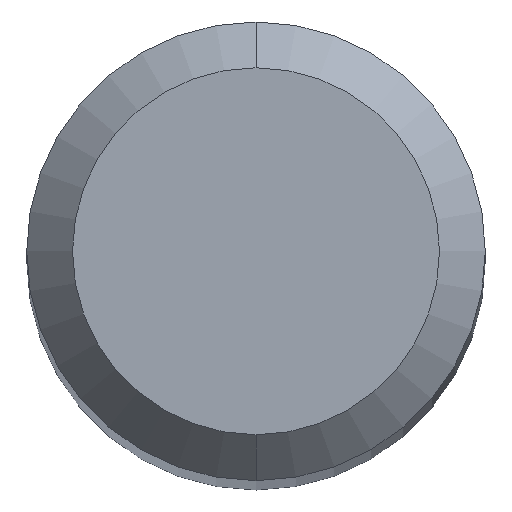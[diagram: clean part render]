
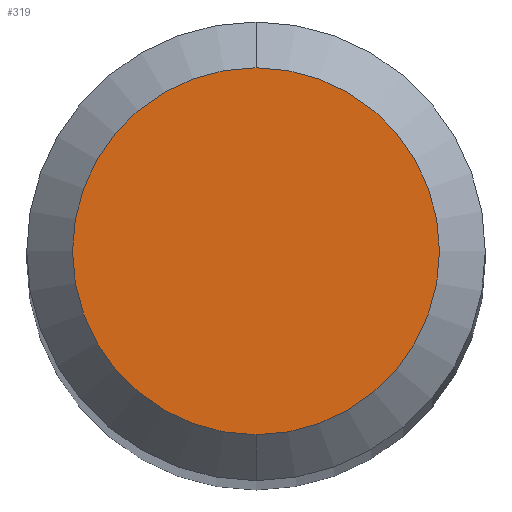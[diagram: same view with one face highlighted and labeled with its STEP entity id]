
A CAD part, top view. The second image highlights one B-rep face of the part: STEP entity #319.
In plain terms, the highlighted planar face has unit normal (0, 0, 1).
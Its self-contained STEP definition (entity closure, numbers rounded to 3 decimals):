
#273=EDGE_CURVE('',#409,#279,#569,.T.);
#279=VERTEX_POINT('',#575);
#319=ADVANCED_FACE('',(#625),#626,.T.);
#383=EDGE_CURVE('',#279,#409,#698,.T.);
#409=VERTEX_POINT('',#726);
#569=CIRCLE('',#1035,1.2);
#575=CARTESIAN_POINT('',(0.,-1.2,34.264));
#625=FACE_OUTER_BOUND('',#1125,.T.);
#626=PLANE('',#1126);
#698=CIRCLE('',#1273,1.2);
#726=CARTESIAN_POINT('',(0.0,1.2,34.264));
#1035=AXIS2_PLACEMENT_3D('',#1511,#1512,#1513);
#1125=EDGE_LOOP('',(#1608,#1609));
#1126=AXIS2_PLACEMENT_3D('',#1610,#1611,#1612);
#1273=AXIS2_PLACEMENT_3D('',#1698,#1699,#1700);
#1511=CARTESIAN_POINT('',(0.0,0.0,34.264));
#1512=DIRECTION('',(0.0,0.0,-1.0));
#1513=DIRECTION('',(0.0,1.0,0.0));
#1608=ORIENTED_EDGE('',*,*,#273,.F.);
#1609=ORIENTED_EDGE('',*,*,#383,.F.);
#1610=CARTESIAN_POINT('',(0.0,0.6,34.264));
#1611=DIRECTION('',(-0.0,0.0,1.0));
#1612=DIRECTION('',(0.0,-1.0,0.0));
#1698=CARTESIAN_POINT('',(0.0,0.0,34.264));
#1699=DIRECTION('',(0.0,0.0,-1.0));
#1700=DIRECTION('',(0.0,1.0,0.0));
